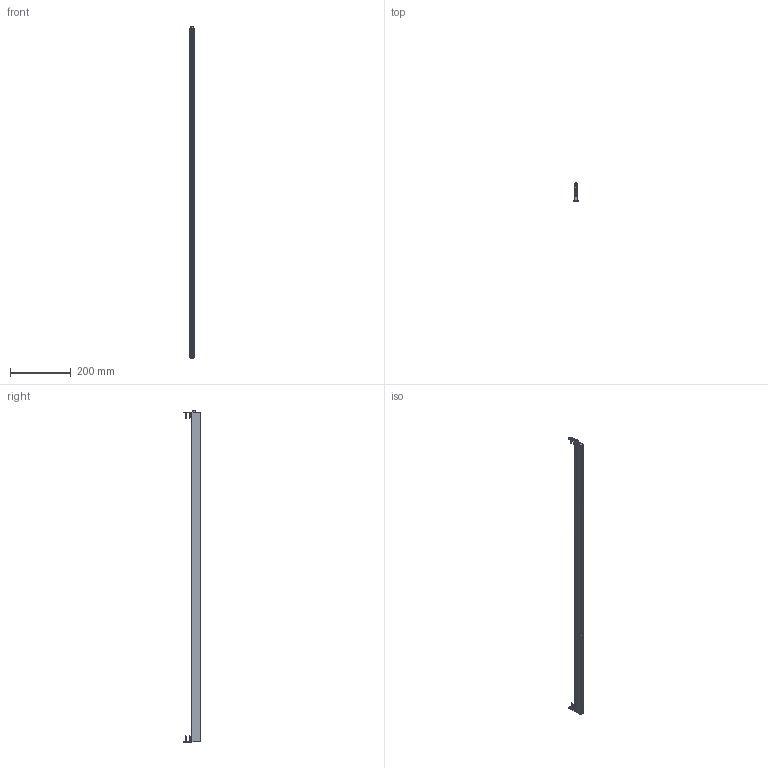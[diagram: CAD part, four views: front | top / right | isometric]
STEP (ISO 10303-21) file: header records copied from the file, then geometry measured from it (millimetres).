
FILE_DESCRIPTION (( 'STEP AP203' ), '1' );
FILE_NAME ('HS1085_plus.STEP', '2024-12-31T08:43:03', ( '' ), ( '' ), 'SwSTEP 2.0', 'SolidWorks 2023', '' );
FILE_SCHEMA (( 'CONFIG_CONTROL_DESIGN' ));
Length unit declared in the file: millimetre
Products named in the file (6): Aussengehäuse_HS_1085; Schraube d3x20_01; HS1085_plus; Haltewinkel_HS_01; Innengeometrie_HS_plus_1085; Betätigungsteil_HS
Assembly tree (9 placements, depth 2):
  HS1085_plus
    Aussengehäuse_HS_1085
    Betätigungsteil_HS
    Haltewinkel_HS_01  x2
    Schraube d3x20_01  x4
    Innengeometrie_HS_plus_1085
Bounding box: 13.2 x 58.03 x 1091 mm (x, y, z)
Volume: 242304.7 mm3; surface area: 292807.9 mm2
Topology: 26 solids, 26 shells, 1125 faces, 3089 edges, 2044 vertices
Faces by surface type: plane 531, bspline 478, cylinder 90, cone 24, torus 2
Entity records: 44577 total; most frequent: CARTESIAN_POINT 25193, ORIENTED_EDGE 4552, DIRECTION 2524, EDGE_CURVE 2276, VERTEX_POINT 1513, LINE 1422, VECTOR 1422, EDGE_LOOP 925
